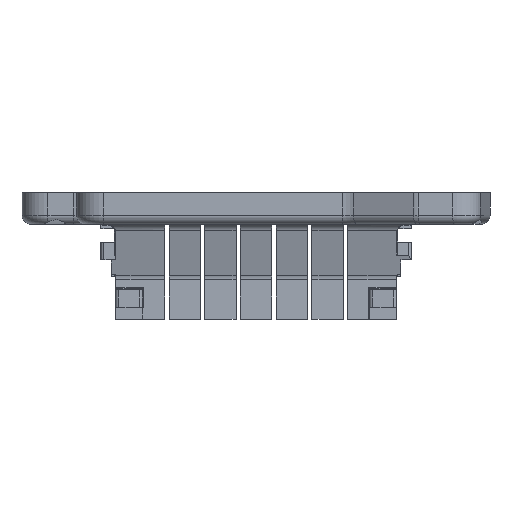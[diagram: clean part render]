
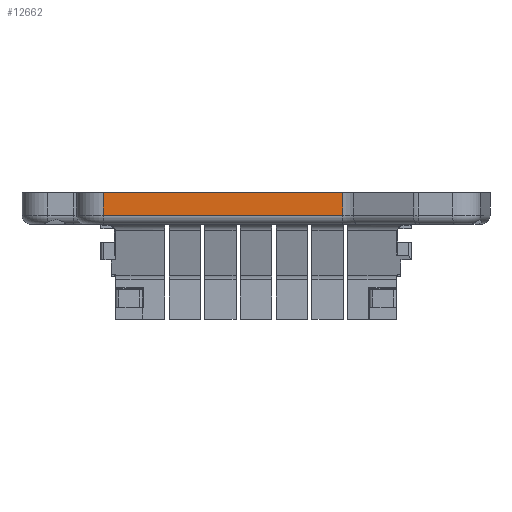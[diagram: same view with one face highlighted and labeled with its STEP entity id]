
A CAD part, front view. The second image highlights one B-rep face of the part: STEP entity #12662.
In plain terms, the highlighted planar face has unit normal (0, -1, 0).
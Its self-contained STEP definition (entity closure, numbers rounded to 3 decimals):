
#601=PLANE('',#13589);
#1384=FACE_OUTER_BOUND('',#2088,.T.);
#2088=EDGE_LOOP('',(#11837,#11838,#11839,#11840));
#2278=LINE('',#17414,#3695);
#3494=LINE('',#21548,#4911);
#3504=LINE('',#21617,#4921);
#3505=LINE('',#21619,#4922);
#3695=VECTOR('',#13855,10.);
#4911=VECTOR('',#16667,10.);
#4921=VECTOR('',#16737,10.);
#4922=VECTOR('',#16740,10.);
#5548=VERTEX_POINT('',#17411);
#5549=VERTEX_POINT('',#17413);
#6528=VERTEX_POINT('',#21542);
#6529=VERTEX_POINT('',#21546);
#6748=EDGE_CURVE('',#5548,#5549,#2278,.T.);
#8304=EDGE_CURVE('',#6528,#6529,#3494,.T.);
#8331=EDGE_CURVE('',#6529,#5548,#3504,.T.);
#8332=EDGE_CURVE('',#6528,#5549,#3505,.T.);
#11837=ORIENTED_EDGE('',*,*,#8304,.F.);
#11838=ORIENTED_EDGE('',*,*,#8332,.T.);
#11839=ORIENTED_EDGE('',*,*,#6748,.F.);
#11840=ORIENTED_EDGE('',*,*,#8331,.F.);
#12662=ADVANCED_FACE('',(#1384),#601,.T.);
#13589=AXIS2_PLACEMENT_3D('',#21618,#16738,#16739);
#13855=DIRECTION('',(1.,0.,0.));
#16667=DIRECTION('',(-1.,0.,0.));
#16737=DIRECTION('',(0.,0.,1.));
#16738=DIRECTION('center_axis',(0.,-1.,
0.));
#16739=DIRECTION('ref_axis',(1.,0.,0.));
#16740=DIRECTION('',(0.,0.,1.));
#17411=CARTESIAN_POINT('',(-51.344,-67.692,10.6));
#17413=CARTESIAN_POINT('',(29.099,-67.683,10.6));
#17414=CARTESIAN_POINT('',(29.099,-67.683,10.6));
#21542=CARTESIAN_POINT('',(29.099,-67.683,3.));
#21546=CARTESIAN_POINT('',(-51.344,-67.692,3.));
#21548=CARTESIAN_POINT('',(-25.696,-67.689,3.));
#21617=CARTESIAN_POINT('',(-51.344,-67.692,0.));
#21618=CARTESIAN_POINT('Origin',(-51.344,-67.692,0.));
#21619=CARTESIAN_POINT('',(29.099,-67.683,0.));
